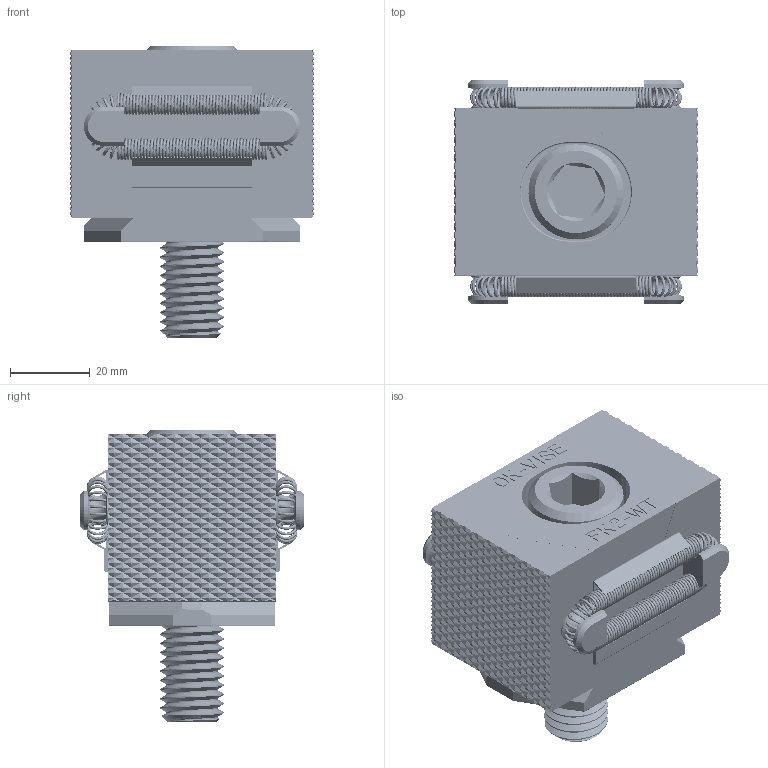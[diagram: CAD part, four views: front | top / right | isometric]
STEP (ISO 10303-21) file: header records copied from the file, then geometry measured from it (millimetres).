
FILE_DESCRIPTION (( 'STEP AP214' ), '1' );
FILE_NAME ('47180.STEP', '2017-07-18T13:09:54', ( 'Mike W' ), ( '' ), 'SwSTEP 2.0', 'SolidWorks 2017', '' );
FILE_SCHEMA (( 'AUTOMOTIVE_DESIGN' ));
Length unit declared in the file: inch
Products named in the file (9): 47161_47161; F-spring_p_S_d_S_dty; F-spring p_S_d_S_dty+suorat; 47162_47162; Q101364_Q101364; Q101366_Q101366; 47180; 5811214 SHCS_5811214 SHCS; Q101365_Q101365
Assembly tree (11 placements, depth 3):
  47180
    Q101366_Q101366
    Q101364_Q101364  x2
    47162_47162  x2
    47161_47161  x2
      F-spring p_S_d_S_dty+suorat
      F-spring_p_S_d_S_dty
    Q101365_Q101365
    5811214 SHCS_5811214 SHCS
Bounding box: 61 x 56.2 x 73.03 mm (x, y, z)
Volume: 111224.5 mm3; surface area: 48030.7 mm2
Topology: 9 solids, 13 shells, 5776 faces, 13112 edges, 7350 vertices
Faces by surface type: plane 4023, bspline 1550, cylinder 171, cone 19, torus 13
Entity records: 136505 total; most frequent: CARTESIAN_POINT 34025, ORIENTED_EDGE 14116, DIRECTION 12000, EDGE_CURVE 7086, LINE 4204, VECTOR 4204, VERTEX_POINT 4025, AXIS2_PLACEMENT_3D 3898
